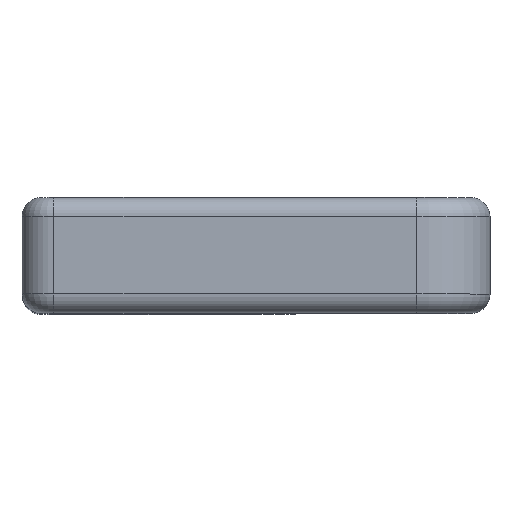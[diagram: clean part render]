
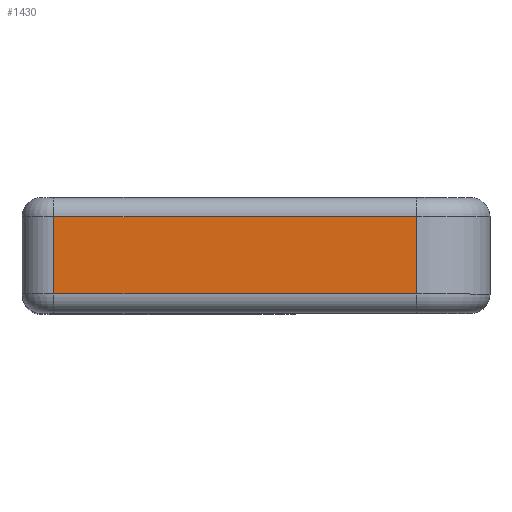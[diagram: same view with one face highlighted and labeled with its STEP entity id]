
A CAD part, top view. The second image highlights one B-rep face of the part: STEP entity #1430.
In plain terms, the highlighted planar face has unit normal (0, 0, 1).
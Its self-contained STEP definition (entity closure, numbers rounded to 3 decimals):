
#55 = DIRECTION ( 'NONE',  ( 1., 0., 0. ) ) ;
#79 = VECTOR ( 'NONE', #365, 1000. ) ;
#132 = ORIENTED_EDGE ( 'NONE', *, *, #847, .F. ) ;
#134 = VERTEX_POINT ( 'NONE', #625 ) ;
#202 = PLANE ( 'NONE',  #315 ) ;
#248 = VERTEX_POINT ( 'NONE', #540 ) ;
#282 = DIRECTION ( 'NONE',  ( 0., -1., 0. ) ) ;
#284 = EDGE_CURVE ( 'NONE', #248, #1060, #892, .T. ) ;
#315 = AXIS2_PLACEMENT_3D ( 'NONE', #617, #643, #55 ) ;
#319 = VECTOR ( 'NONE', #1355, 1000. ) ;
#339 = VECTOR ( 'NONE', #1437, 1000. ) ;
#365 = DIRECTION ( 'NONE',  ( 0., -1., 0. ) ) ;
#393 = ORIENTED_EDGE ( 'NONE', *, *, #1285, .T. ) ;
#432 = EDGE_CURVE ( 'NONE', #1465, #248, #1151, .T. ) ;
#510 = CARTESIAN_POINT ( 'NONE',  ( 0., 6., 28.3 ) ) ;
#540 = CARTESIAN_POINT ( 'NONE',  ( -18.8, 1., 28.3 ) ) ;
#617 = CARTESIAN_POINT ( 'NONE',  ( 0., 6., 28.3 ) ) ;
#625 = CARTESIAN_POINT ( 'NONE',  ( 0., 5., 28.3 ) ) ;
#643 = DIRECTION ( 'NONE',  ( 0., 0., 1. ) ) ;
#676 = ORIENTED_EDGE ( 'NONE', *, *, #284, .T. ) ;
#692 = CARTESIAN_POINT ( 'NONE',  ( -18.8, 6., 28.3 ) ) ;
#776 = ORIENTED_EDGE ( 'NONE', *, *, #432, .T. ) ;
#787 = CARTESIAN_POINT ( 'NONE',  ( -18.8, 5., 28.3 ) ) ;
#835 = LINE ( 'NONE', #510, #912 ) ;
#847 = EDGE_CURVE ( 'NONE', #134, #1060, #835, .T. ) ;
#892 = LINE ( 'NONE', #1000, #319 ) ;
#912 = VECTOR ( 'NONE', #282, 1000. ) ;
#995 = CARTESIAN_POINT ( 'NONE',  ( 0., 1., 28.3 ) ) ;
#1000 = CARTESIAN_POINT ( 'NONE',  ( 0., 1., 28.3 ) ) ;
#1060 = VERTEX_POINT ( 'NONE', #995 ) ;
#1092 = CARTESIAN_POINT ( 'NONE',  ( 0., 5., 28.3 ) ) ;
#1110 = LINE ( 'NONE', #1092, #339 ) ;
#1127 = EDGE_LOOP ( 'NONE', ( #776, #676, #132, #393 ) ) ;
#1151 = LINE ( 'NONE', #692, #79 ) ;
#1224 = FACE_OUTER_BOUND ( 'NONE', #1127, .T. ) ;
#1285 = EDGE_CURVE ( 'NONE', #134, #1465, #1110, .T. ) ;
#1355 = DIRECTION ( 'NONE',  ( 1., 0., 0. ) ) ;
#1430 = ADVANCED_FACE ( 'NONE', ( #1224 ), #202, .T. ) ;
#1437 = DIRECTION ( 'NONE',  ( -1., 0., 0. ) ) ;
#1465 = VERTEX_POINT ( 'NONE', #787 ) ;
